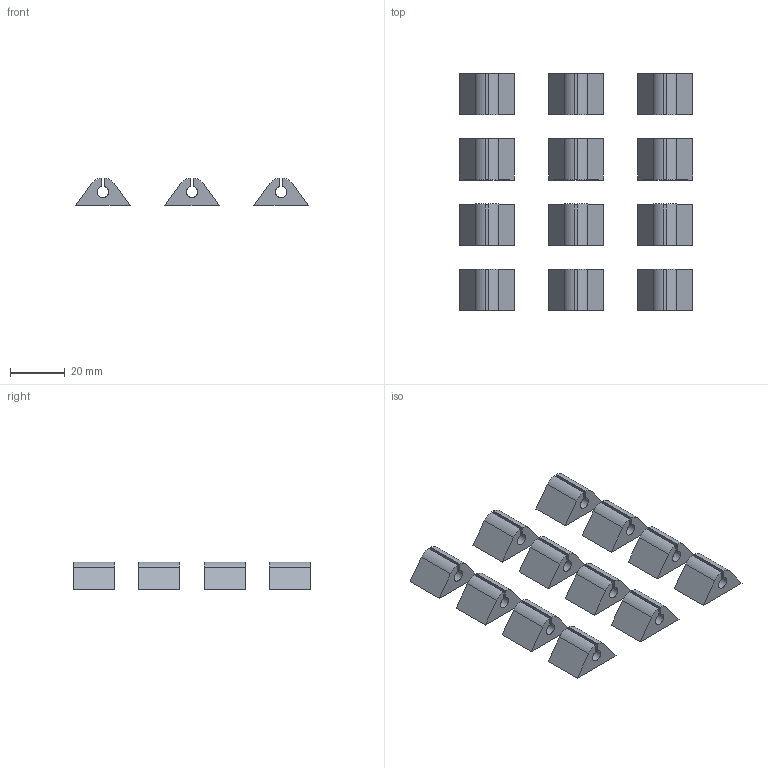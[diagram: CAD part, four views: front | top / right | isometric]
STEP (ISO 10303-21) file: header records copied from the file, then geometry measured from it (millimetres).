
FILE_DESCRIPTION(/* description */ (''),/* implementation_level */ '2;1');
FILE_NAME(/* name */ 'PR3D19~1',/* time_stamp */ '2020-10-19T12:32:02+01:00',/* author */ (''),/* organization */ (''),/* preprocessor_version */ 'ST-DEVELOPER v15',/* originating_system */ '',/* authorisation */ '');
FILE_SCHEMA (('AUTOMOTIVE_DESIGN'));
Length unit declared in the file: millimetre
Products named in the file (1): Document
Bounding box: 85.01 x 86.3 x 10.18 mm (x, y, z)
Volume: 19731.4 mm3; surface area: 14671.9 mm2
Topology: 12 solids, 12 shells, 120 faces, 288 edges, 192 vertices
Faces by surface type: bspline 120
Entity records: 6829 total; most frequent: CARTESIAN_POINT 3410, ORIENTED_EDGE 576, PCURVE 576, DEFINITIONAL_REPRESENTATION 576, B_SPLINE_CURVE_WITH_KNOTS 384, SURFACE_CURVE 288, EDGE_CURVE 288, VERTEX_POINT 192
